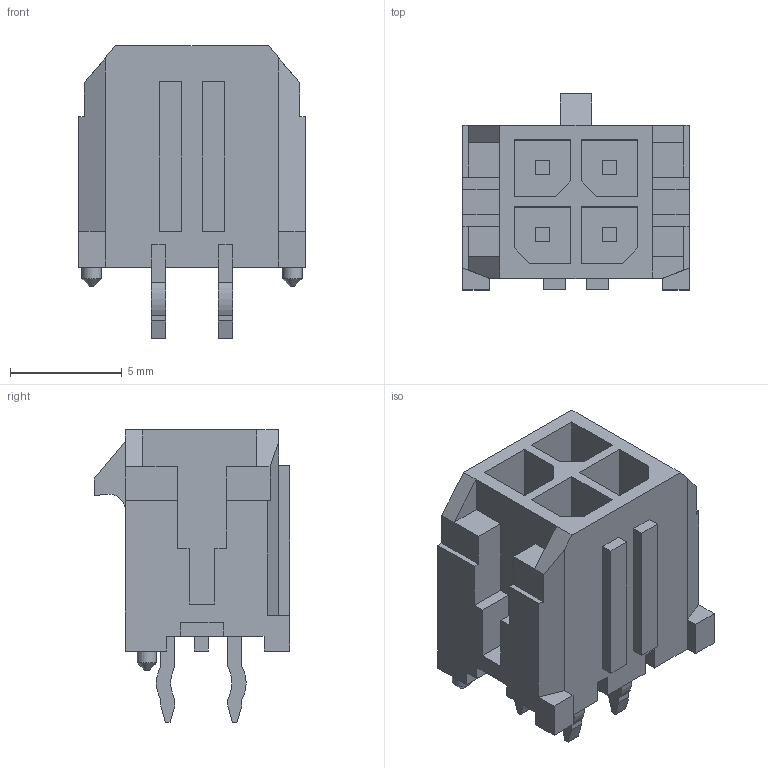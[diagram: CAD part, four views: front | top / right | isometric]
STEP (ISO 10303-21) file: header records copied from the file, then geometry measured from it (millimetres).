
FILE_DESCRIPTION(/* description */ (''),/* implementation_level */ '2;1');
FILE_NAME(/* name */ '430450412_MICROFITdualRow2x2PIN.stp',/* time_stamp */ '2020-03-13T17:04:28+01:00',/* author */ ('franc'),/* organization */ (''),/* preprocessor_version */ 'ST-DEVELOPER v18',/* originating_system */ 'Autodesk Inventor 2020',/* authorisation */ '');
FILE_SCHEMA (('AUTOMOTIVE_DESIGN { 1 0 10303 214 3 1 1 }'));
Length unit declared in the file: millimetre
Products named in the file (1): 430450412_MICROFITdualRow2x2PIN
Bounding box: 10.15 x 8.77 x 13.09 mm (x, y, z)
Volume: 436.9 mm3; surface area: 897.4 mm2
Topology: 1 solids, 1 shells, 229 faces, 635 edges, 421 vertices
Faces by surface type: plane 216, cylinder 11, cone 2
Full cylindrical faces by diameter (mm): 0.86 x2
Entity records: 7397 total; most frequent: CARTESIAN_POINT 1286, ORIENTED_EDGE 1270, DIRECTION 1124, EDGE_CURVE 635, LINE 606, VECTOR 606, VERTEX_POINT 421, AXIS2_PLACEMENT_3D 259
